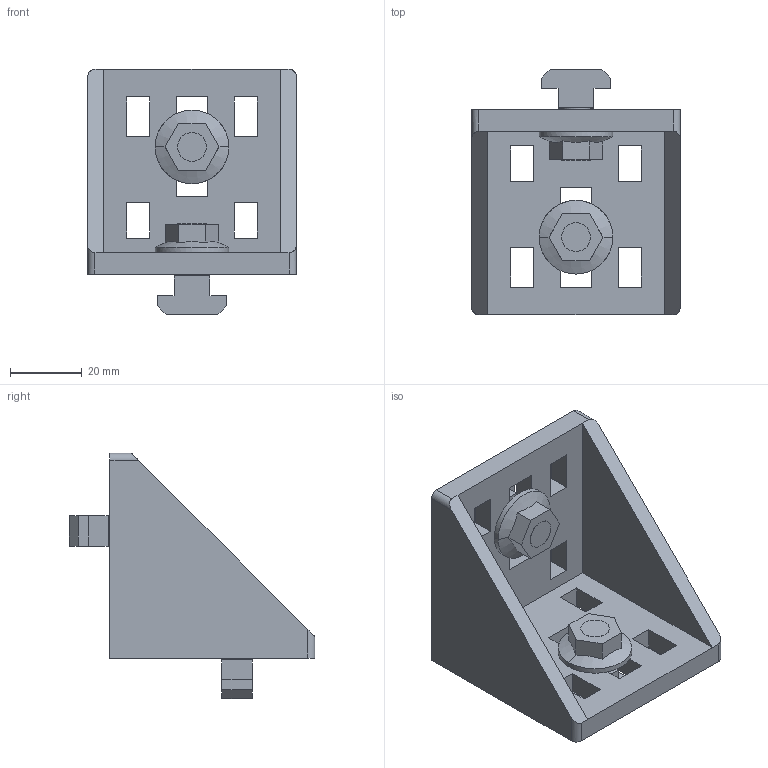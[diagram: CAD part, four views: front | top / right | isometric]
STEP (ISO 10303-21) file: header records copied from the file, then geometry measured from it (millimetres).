
FILE_DESCRIPTION (( 'STEP AP203' ), '1' );
FILE_NAME ('3_842_523_553_Bosch.step', '2024-06-04T12:46:07', ( '' ), ( '' ), 'SwSTEP 2.0', 'SolidWorks 2014', '' );
FILE_SCHEMA (( 'CONFIG_CONTROL_DESIGN' ));
Length unit declared in the file: millimetre
Products named in the file (1): 3_842_523_553_Bosch
Bounding box: 58 x 68.3 x 68.3 mm (x, y, z)
Volume: 49486.9 mm3; surface area: 22959.3 mm2
Topology: 1 solids, 1 shells, 114 faces, 310 edges, 200 vertices
Faces by surface type: plane 94, cylinder 16, cone 4
Entity records: 3767 total; most frequent: CARTESIAN_POINT 769, ORIENTED_EDGE 620, DIRECTION 560, EDGE_CURVE 310, VECTOR 258, LINE 258, VERTEX_POINT 200, AXIS2_PLACEMENT_3D 151
